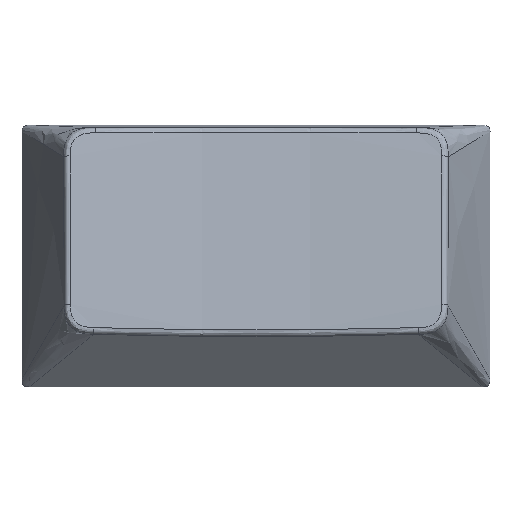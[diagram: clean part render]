
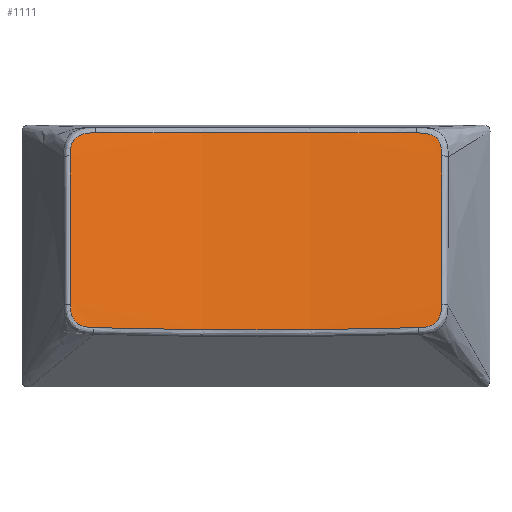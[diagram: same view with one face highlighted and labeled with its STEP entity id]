
A CAD part, top view. The second image highlights one B-rep face of the part: STEP entity #1111.
In plain terms, the highlighted cylindrical face has radius 157.926 mm (diameter 315.852 mm), a partial arc.
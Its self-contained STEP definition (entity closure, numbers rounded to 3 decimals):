
#18=CYLINDRICAL_SURFACE('',#1185,157.926);
#79=FACE_OUTER_BOUND('',#146,.T.);
#146=EDGE_LOOP('',(#828,#829,#830,#831,#832,#833,#834,#835));
#208=B_SPLINE_CURVE_WITH_KNOTS('',3,(#2127,#2128,#2129,#2130,#2131,#2132,
#2133,#2134,#2135,#2136,#2137),.UNSPECIFIED.,.F.,.F.,(4,1,1,1,1,1,1,1,4),
(0.148,0.542,0.892,1.206,1.503,1.81,
2.151,2.54,2.983),.UNSPECIFIED.);
#209=B_SPLINE_CURVE_WITH_KNOTS('',3,(#2139,#2140,#2141,#2142),
 .UNSPECIFIED.,.F.,.F.,(4,4),(-0.148,10.316),.UNSPECIFIED.);
#210=B_SPLINE_CURVE_WITH_KNOTS('',3,(#2144,#2145,#2146,#2147,#2148,#2149,
#2150,#2151,#2152,#2153,#2154),.UNSPECIFIED.,.F.,.F.,(4,1,1,1,1,1,1,1,4),
(0.135,0.526,0.876,1.192,1.488,1.782,
2.094,2.437,2.819),.UNSPECIFIED.);
#211=B_SPLINE_CURVE_WITH_KNOTS('',3,(#2156,#2157,#2158,#2159,#2160),
 .UNSPECIFIED.,.F.,.F.,(4,1,4),(-0.135,11.13,22.395),
 .UNSPECIFIED.);
#212=B_SPLINE_CURVE_WITH_KNOTS('',3,(#2162,#2163,#2164,#2165,#2166,#2167,
#2168,#2169,#2170,#2171,#2172),.UNSPECIFIED.,.F.,.F.,(4,1,1,1,1,1,1,1,4),
(0.121,0.503,0.846,1.158,1.452,1.748,
2.064,2.414,2.805),.UNSPECIFIED.);
#213=B_SPLINE_CURVE_WITH_KNOTS('',3,(#2174,#2175,#2176,#2177),
 .UNSPECIFIED.,.F.,.F.,(4,4),(-0.121,10.343),
 .UNSPECIFIED.);
#214=B_SPLINE_CURVE_WITH_KNOTS('',3,(#2179,#2180,#2181,#2182,#2183,#2184,
#2185,#2186,#2187,#2188,#2189),.UNSPECIFIED.,.F.,.F.,(4,1,1,1,1,1,1,1,4),
(0.23,0.673,1.062,1.403,1.71,2.007,
2.321,2.671,3.065),.UNSPECIFIED.);
#215=B_SPLINE_CURVE_WITH_KNOTS('',3,(#2190,#2191,#2192,#2193,#2194),
 .UNSPECIFIED.,.F.,.F.,(4,1,4),(-0.231,10.918,22.067),
 .UNSPECIFIED.);
#505=VERTEX_POINT('',#2125);
#506=VERTEX_POINT('',#2126);
#507=VERTEX_POINT('',#2138);
#508=VERTEX_POINT('',#2143);
#509=VERTEX_POINT('',#2155);
#510=VERTEX_POINT('',#2161);
#511=VERTEX_POINT('',#2173);
#512=VERTEX_POINT('',#2178);
#627=EDGE_CURVE('',#505,#506,#208,.F.);
#628=EDGE_CURVE('',#506,#507,#209,.T.);
#629=EDGE_CURVE('',#507,#508,#210,.F.);
#630=EDGE_CURVE('',#508,#509,#211,.F.);
#631=EDGE_CURVE('',#509,#510,#212,.F.);
#632=EDGE_CURVE('',#510,#511,#213,.T.);
#633=EDGE_CURVE('',#511,#512,#214,.F.);
#634=EDGE_CURVE('',#512,#505,#215,.F.);
#828=ORIENTED_EDGE('',*,*,#627,.T.);
#829=ORIENTED_EDGE('',*,*,#628,.T.);
#830=ORIENTED_EDGE('',*,*,#629,.T.);
#831=ORIENTED_EDGE('',*,*,#630,.T.);
#832=ORIENTED_EDGE('',*,*,#631,.T.);
#833=ORIENTED_EDGE('',*,*,#632,.T.);
#834=ORIENTED_EDGE('',*,*,#633,.T.);
#835=ORIENTED_EDGE('',*,*,#634,.T.);
#1111=ADVANCED_FACE('',(#79),#18,.F.);
#1185=AXIS2_PLACEMENT_3D('',#2124,#1320,#1321);
#1320=DIRECTION('center_axis',(0.,-0.981,
0.193));
#1321=DIRECTION('ref_axis',(-0.646,0.147,0.749));
#2124=CARTESIAN_POINT('Origin',(0.,-37.11,110.108));
#2125=CARTESIAN_POINT('',(-11.11,6.744,-59.046));
#2126=CARTESIAN_POINT('',(-12.851,5.14,-58.596));
#2127=CARTESIAN_POINT('Ctrl Pts',(-12.851,5.14,-58.596));
#2128=CARTESIAN_POINT('Ctrl Pts',(-12.851,5.269,-58.622));
#2129=CARTESIAN_POINT('Ctrl Pts',(-12.848,5.513,-58.67));
#2130=CARTESIAN_POINT('Ctrl Pts',(-12.796,5.855,-58.741));
#2131=CARTESIAN_POINT('Ctrl Pts',(-12.679,6.148,-58.808));
#2132=CARTESIAN_POINT('Ctrl Pts',(-12.493,6.387,-58.871));
#2133=CARTESIAN_POINT('Ctrl Pts',(-12.239,6.567,-58.926));
#2134=CARTESIAN_POINT('Ctrl Pts',(-11.917,6.684,-58.974));
#2135=CARTESIAN_POINT('Ctrl Pts',(-11.532,6.739,-59.014));
#2136=CARTESIAN_POINT('Ctrl Pts',(-11.257,6.744,-59.036));
#2137=CARTESIAN_POINT('Ctrl Pts',(-11.11,6.744,-59.046));
#2138=CARTESIAN_POINT('',(-12.837,-5.127,-56.581));
#2139=CARTESIAN_POINT('Ctrl Pts',(-12.851,5.14,-58.596));
#2140=CARTESIAN_POINT('Ctrl Pts',(-12.845,1.718,-57.925));
#2141=CARTESIAN_POINT('Ctrl Pts',(-12.841,-1.705,-57.253));
#2142=CARTESIAN_POINT('Ctrl Pts',(-12.837,-5.127,-56.581));
#2143=CARTESIAN_POINT('',(-11.226,-6.744,-56.389));
#2144=CARTESIAN_POINT('Ctrl Pts',(-11.226,-6.744,-56.389));
#2145=CARTESIAN_POINT('Ctrl Pts',(-11.355,-6.74,-56.381));
#2146=CARTESIAN_POINT('Ctrl Pts',(-11.601,-6.73,-56.364));
#2147=CARTESIAN_POINT('Ctrl Pts',(-11.947,-6.668,-56.35));
#2148=CARTESIAN_POINT('Ctrl Pts',(-12.245,-6.546,-56.351));
#2149=CARTESIAN_POINT('Ctrl Pts',(-12.487,-6.362,-56.367));
#2150=CARTESIAN_POINT('Ctrl Pts',(-12.667,-6.12,-56.4));
#2151=CARTESIAN_POINT('Ctrl Pts',(-12.782,-5.827,-56.448));
#2152=CARTESIAN_POINT('Ctrl Pts',(-12.834,-5.49,-56.51));
#2153=CARTESIAN_POINT('Ctrl Pts',(-12.837,-5.252,-56.557));
#2154=CARTESIAN_POINT('Ctrl Pts',(-12.837,-5.127,-56.581));
#2155=CARTESIAN_POINT('',(11.226,-6.744,-56.389));
#2156=CARTESIAN_POINT('Ctrl Pts',(11.226,-6.744,-56.389));
#2157=CARTESIAN_POINT('Ctrl Pts',(7.49,-6.852,-56.639));
#2158=CARTESIAN_POINT('Ctrl Pts',(0.,-6.96,-56.89));
#2159=CARTESIAN_POINT('Ctrl Pts',(-7.49,-6.852,-56.639));
#2160=CARTESIAN_POINT('Ctrl Pts',(-11.226,-6.744,-56.389));
#2161=CARTESIAN_POINT('',(12.837,-5.127,-56.581));
#2162=CARTESIAN_POINT('Ctrl Pts',(12.837,-5.127,-56.581));
#2163=CARTESIAN_POINT('Ctrl Pts',(12.837,-5.252,-56.557));
#2164=CARTESIAN_POINT('Ctrl Pts',(12.834,-5.49,-56.51));
#2165=CARTESIAN_POINT('Ctrl Pts',(12.782,-5.827,-56.448));
#2166=CARTESIAN_POINT('Ctrl Pts',(12.667,-6.12,-56.4));
#2167=CARTESIAN_POINT('Ctrl Pts',(12.487,-6.362,-56.367));
#2168=CARTESIAN_POINT('Ctrl Pts',(12.245,-6.546,-56.351));
#2169=CARTESIAN_POINT('Ctrl Pts',(11.947,-6.668,-56.35));
#2170=CARTESIAN_POINT('Ctrl Pts',(11.601,-6.73,-56.364));
#2171=CARTESIAN_POINT('Ctrl Pts',(11.355,-6.74,-56.381));
#2172=CARTESIAN_POINT('Ctrl Pts',(11.226,-6.744,-56.389));
#2173=CARTESIAN_POINT('',(12.851,5.14,-58.596));
#2174=CARTESIAN_POINT('Ctrl Pts',(12.837,-5.127,-56.581));
#2175=CARTESIAN_POINT('Ctrl Pts',(12.841,-1.705,-57.253));
#2176=CARTESIAN_POINT('Ctrl Pts',(12.845,1.718,-57.925));
#2177=CARTESIAN_POINT('Ctrl Pts',(12.851,5.14,-58.596));
#2178=CARTESIAN_POINT('',(11.11,6.744,-59.046));
#2179=CARTESIAN_POINT('Ctrl Pts',(11.11,6.744,-59.046));
#2180=CARTESIAN_POINT('Ctrl Pts',(11.257,6.744,-59.036));
#2181=CARTESIAN_POINT('Ctrl Pts',(11.532,6.739,-59.014));
#2182=CARTESIAN_POINT('Ctrl Pts',(11.917,6.684,-58.974));
#2183=CARTESIAN_POINT('Ctrl Pts',(12.239,6.567,-58.926));
#2184=CARTESIAN_POINT('Ctrl Pts',(12.493,6.387,-58.871));
#2185=CARTESIAN_POINT('Ctrl Pts',(12.679,6.148,-58.808));
#2186=CARTESIAN_POINT('Ctrl Pts',(12.796,5.855,-58.741));
#2187=CARTESIAN_POINT('Ctrl Pts',(12.848,5.513,-58.67));
#2188=CARTESIAN_POINT('Ctrl Pts',(12.851,5.269,-58.622));
#2189=CARTESIAN_POINT('Ctrl Pts',(12.851,5.14,-58.596));
#2190=CARTESIAN_POINT('Ctrl Pts',(-11.11,6.744,-59.046));
#2191=CARTESIAN_POINT('Ctrl Pts',(-7.413,6.753,-59.314));
#2192=CARTESIAN_POINT('Ctrl Pts',(0.,6.763,
-59.582));
#2193=CARTESIAN_POINT('Ctrl Pts',(7.413,6.753,-59.314));
#2194=CARTESIAN_POINT('Ctrl Pts',(11.11,6.744,-59.046));
